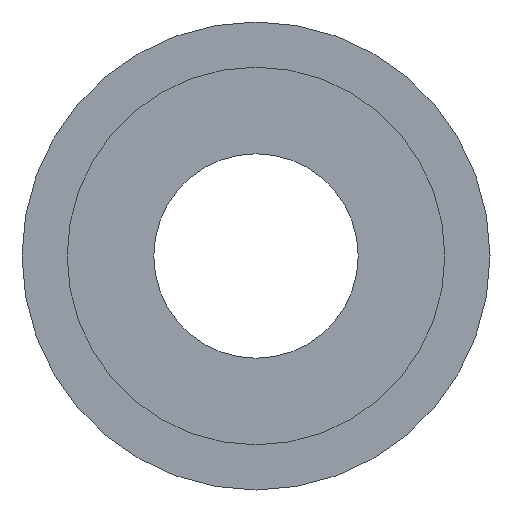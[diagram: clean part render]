
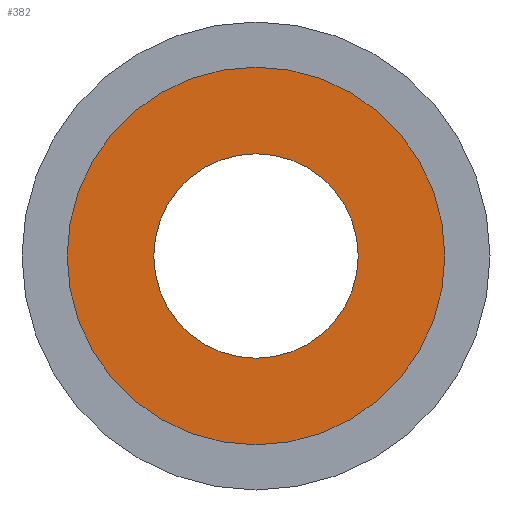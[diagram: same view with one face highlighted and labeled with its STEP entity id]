
A CAD part, front view. The second image highlights one B-rep face of the part: STEP entity #382.
In plain terms, the highlighted planar face has unit normal (0, -1, 0).
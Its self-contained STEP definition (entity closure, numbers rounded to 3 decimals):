
#11 = CARTESIAN_POINT ( 'NONE',  ( 0., 5.5, -21.1 ) ) ;
#21 = VERTEX_POINT ( 'NONE', #384 ) ;
#25 = ORIENTED_EDGE ( 'NONE', *, *, #263, .F. ) ;
#62 = AXIS2_PLACEMENT_3D ( 'NONE', #340, #207, #63 ) ;
#63 = DIRECTION ( 'NONE',  ( 0., 0., 1. ) ) ;
#65 = CARTESIAN_POINT ( 'NONE',  ( 0., 5.5, 0. ) ) ;
#95 = CARTESIAN_POINT ( 'NONE',  ( 0., 5.5, 11.1 ) ) ;
#110 = DIRECTION ( 'NONE',  ( 0., 0., 1. ) ) ;
#133 = EDGE_CURVE ( 'NONE', #192, #21, #350, .T. ) ;
#142 = DIRECTION ( 'NONE',  ( 0., 1., 0. ) ) ;
#159 = EDGE_LOOP ( 'NONE', ( #25, #178 ) ) ;
#167 = ORIENTED_EDGE ( 'NONE', *, *, #431, .T. ) ;
#169 = ORIENTED_EDGE ( 'NONE', *, *, #133, .T. ) ;
#177 = AXIS2_PLACEMENT_3D ( 'NONE', #65, #237, #248 ) ;
#178 = ORIENTED_EDGE ( 'NONE', *, *, #344, .F. ) ;
#190 = CIRCLE ( 'NONE', #177, 11.1 ) ;
#192 = VERTEX_POINT ( 'NONE', #95 ) ;
#200 = CARTESIAN_POINT ( 'NONE',  ( 0., 5.5, 0. ) ) ;
#201 = PLANE ( 'NONE',  #287 ) ;
#207 = DIRECTION ( 'NONE',  ( 0., 1., 0. ) ) ;
#212 = CARTESIAN_POINT ( 'NONE',  ( 21.1, 5.5, 0. ) ) ;
#215 = FACE_OUTER_BOUND ( 'NONE', #159, .T. ) ;
#228 = AXIS2_PLACEMENT_3D ( 'NONE', #200, #142, #110 ) ;
#229 = CIRCLE ( 'NONE', #347, 21.1 ) ;
#231 = CARTESIAN_POINT ( 'NONE',  ( 0., 5.5, 0. ) ) ;
#237 = DIRECTION ( 'NONE',  ( 0., 1., 0. ) ) ;
#248 = DIRECTION ( 'NONE',  ( 0., 0., 1. ) ) ;
#250 = FACE_BOUND ( 'NONE', #282, .T. ) ;
#263 = EDGE_CURVE ( 'NONE', #280, #298, #359, .T. ) ;
#280 = VERTEX_POINT ( 'NONE', #398 ) ;
#282 = EDGE_LOOP ( 'NONE', ( #169, #167 ) ) ;
#287 = AXIS2_PLACEMENT_3D ( 'NONE', #212, #323, #300 ) ;
#288 = DIRECTION ( 'NONE',  ( 0., 1., 0. ) ) ;
#298 = VERTEX_POINT ( 'NONE', #11 ) ;
#300 = DIRECTION ( 'NONE',  ( 0., 0., 1. ) ) ;
#323 = DIRECTION ( 'NONE',  ( 0., 1., 0. ) ) ;
#340 = CARTESIAN_POINT ( 'NONE',  ( 0., 5.5, 0. ) ) ;
#344 = EDGE_CURVE ( 'NONE', #298, #280, #229, .T. ) ;
#347 = AXIS2_PLACEMENT_3D ( 'NONE', #231, #288, #400 ) ;
#350 = CIRCLE ( 'NONE', #228, 11.1 ) ;
#359 = CIRCLE ( 'NONE', #62, 21.1 ) ;
#382 = ADVANCED_FACE ( 'NONE', ( #215, #250 ), #201, .F. ) ;
#384 = CARTESIAN_POINT ( 'NONE',  ( 0., 5.5, -11.1 ) ) ;
#398 = CARTESIAN_POINT ( 'NONE',  ( 0., 5.5, 21.1 ) ) ;
#400 = DIRECTION ( 'NONE',  ( 0., 0., 1. ) ) ;
#431 = EDGE_CURVE ( 'NONE', #21, #192, #190, .T. ) ;
